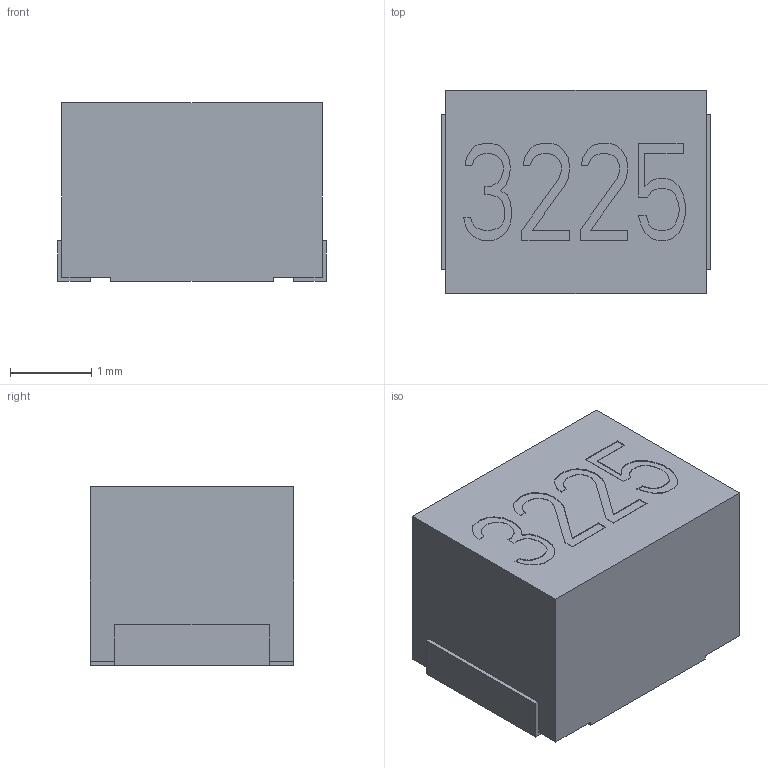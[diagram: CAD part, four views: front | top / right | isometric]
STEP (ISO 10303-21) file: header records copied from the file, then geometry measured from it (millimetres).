
FILE_DESCRIPTION (( 'STEP AP214' ), '1' );
FILE_NAME ('User Library-3225L-3_2x2_5x2_2.STEP', '2021-11-03T02:05:49', ( '' ), ( '' ), 'SwSTEP 2.0', 'SolidWorks 2021', '' );
FILE_SCHEMA (( 'AUTOMOTIVE_DESIGN' ));
Length unit declared in the file: millimetre
Products named in the file (1): User Library-3225L-3_2x2_5x2_2
Bounding box: 3.3 x 2.5 x 2.2 mm (x, y, z)
Volume: 17.6 mm3; surface area: 42.1 mm2
Topology: 1 solids, 1 shells, 179 faces, 519 edges, 346 vertices
Faces by surface type: plane 179
Entity records: 7776 total; most frequent: CARTESIAN_POINT 1045, ORIENTED_EDGE 1038, DIRECTION 879, EDGE_CURVE 519, LINE 519, VECTOR 519, VERTEX_POINT 346, EDGE_LOOP 183
